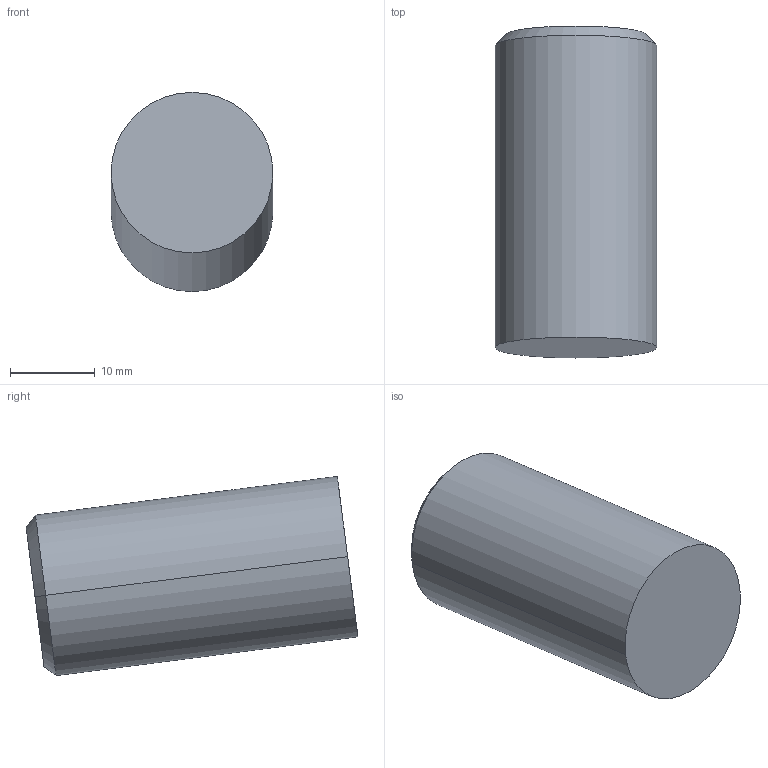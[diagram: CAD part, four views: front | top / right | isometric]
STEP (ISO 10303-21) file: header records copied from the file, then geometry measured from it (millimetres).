
FILE_DESCRIPTION (( 'STEP AP203' ), '1' );
FILE_NAME ('FDSpiderGear2_Secondary.STEP', '2023-07-27T05:57:23', ( '' ), ( '' ), 'SwSTEP 2.0', 'SolidWorks 2021', '' );
FILE_SCHEMA (( 'CONFIG_CONTROL_DESIGN' ));
Length unit declared in the file: centimetre
Products named in the file (2): FDSpiderGear2_Secondary; Body2
Assembly tree (1 placements, depth 2):
  FDSpiderGear2_Secondary
    Body2
Bounding box: 19.05 x 39.08 x 23.46 mm (x, y, z)
Volume: 10532.1 mm3; surface area: 2744.6 mm2
Topology: 1 solids, 1 shells, 6 faces, 10 edges, 6 vertices
Faces by surface type: cone 2, cylinder 2, plane 2
Entity records: 340 total; most frequent: DIRECTION 36, CARTESIAN_POINT 26, ORIENTED_EDGE 20, PERSON_AND_ORGANIZATION 17, AXIS2_PLACEMENT_3D 16, DATE_AND_TIME 12, COORDINATED_UNIVERSAL_TIME_OFFSET 12, CALENDAR_DATE 12
